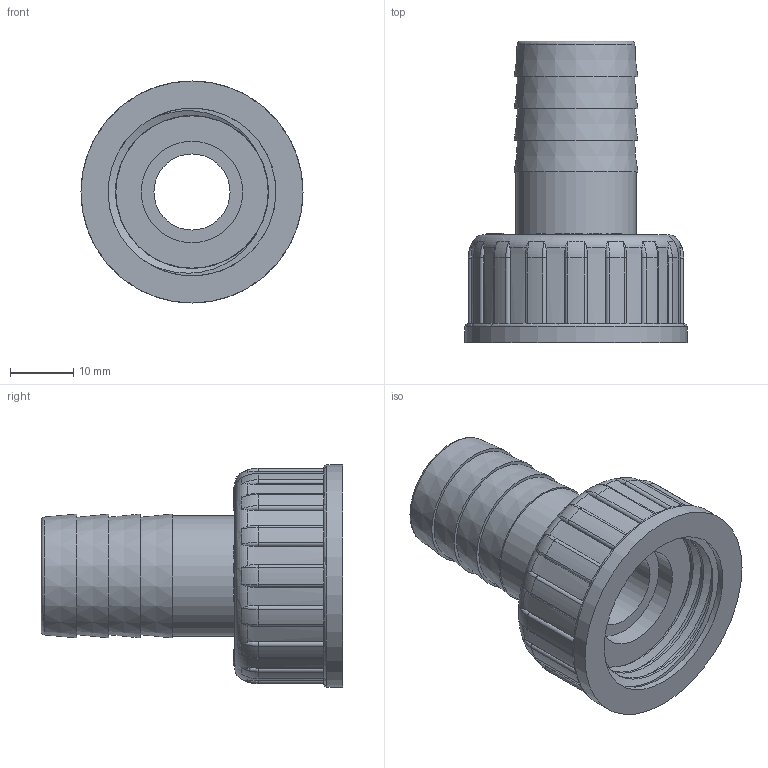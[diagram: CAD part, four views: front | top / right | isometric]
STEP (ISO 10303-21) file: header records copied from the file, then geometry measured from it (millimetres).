
FILE_DESCRIPTION(/* description */ (''),/* implementation_level */ '2;1');
FILE_NAME(/* name */ '水泵接头25X19.stp',/* time_stamp */ '2026-03-28T09:45:49+08:00',/* author */ (''),/* organization */ (''),/* preprocessor_version */ 'ST-DEVELOPER v16.7',/* originating_system */ 'SIEMENS PLM Software NX 12.0',/* authorisation */ '');
FILE_SCHEMA (('AUTOMOTIVE_DESIGN { 1 0 10303 214 3 1 1 1 }'));
Length unit declared in the file: millimetre
Products named in the file (1): Admi094C974Bl1vv
Bounding box: 35 x 47.5 x 35 mm (x, y, z)
Volume: 15200.2 mm3; surface area: 10310.4 mm2
Topology: 3 solids, 3 shells, 841 faces, 2336 edges, 1535 vertices
Faces by surface type: plane 684, cylinder 87, bspline 34, torus 20, extrusion 12, cone 4
Full cylindrical faces by diameter (mm): 1 x1, 1.5 x1, 12 x1, 16 x1, 19 x1, 22 x1, 22.5 x1, 23.8 x1, 24 x2, 26.441 x6, 35 x1
Entity records: 31844 total; most frequent: CARTESIAN_POINT 13143, ORIENTED_EDGE 4590, DIRECTION 2751, EDGE_CURVE 2295, VERTEX_POINT 1520, B_SPLINE_CURVE_WITH_KNOTS 1354, AXIS2_PLACEMENT_3D 996, EDGE_LOOP 895
